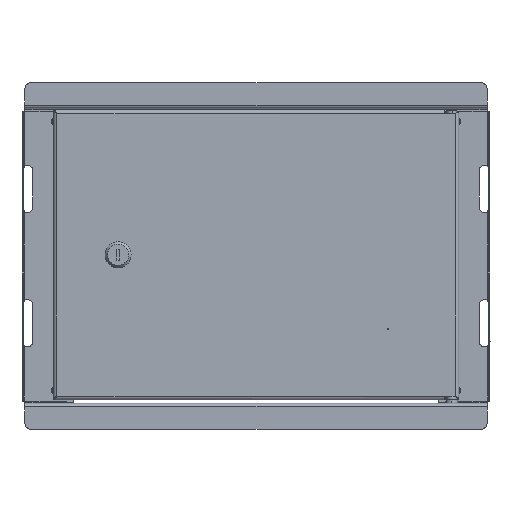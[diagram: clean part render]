
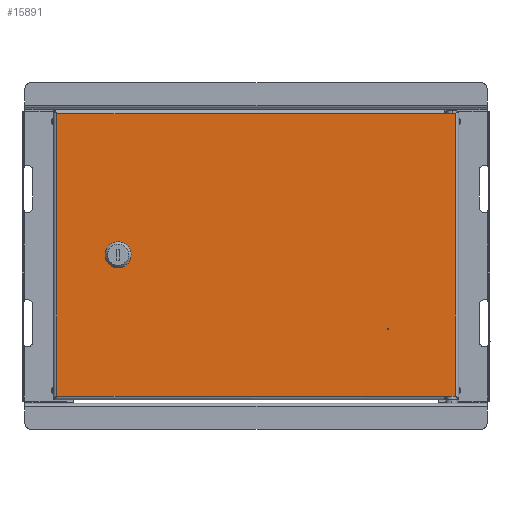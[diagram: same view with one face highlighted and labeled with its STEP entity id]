
A CAD part, top view. The second image highlights one B-rep face of the part: STEP entity #15891.
In plain terms, the highlighted planar face has unit normal (0, 0, 1).
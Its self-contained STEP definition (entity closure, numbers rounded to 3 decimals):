
#68 = VERTEX_POINT ( 'NONE', #15537 ) ;
#89 = DIRECTION ( 'NONE',  ( 0., 0., 1. ) ) ;
#590 = CARTESIAN_POINT ( 'NONE',  ( 168.9, -119.9, 0. ) ) ;
#788 = AXIS2_PLACEMENT_3D ( 'NONE', #2724, #89, #2980 ) ;
#791 = ORIENTED_EDGE ( 'NONE', *, *, #9140, .T. ) ;
#907 = ORIENTED_EDGE ( 'NONE', *, *, #13559, .T. ) ;
#1009 = EDGE_CURVE ( 'NONE', #5788, #2253, #14942, .T. ) ;
#1087 = VECTOR ( 'NONE', #6684, 1000. ) ;
#1688 = FACE_OUTER_BOUND ( 'NONE', #4689, .T. ) ;
#1839 = LINE ( 'NONE', #6985, #2996 ) ;
#2041 = CARTESIAN_POINT ( 'NONE',  ( 0., 0., 0. ) ) ;
#2165 = CIRCLE ( 'NONE', #9528, 9.5 ) ;
#2253 = VERTEX_POINT ( 'NONE', #10358 ) ;
#2448 = CIRCLE ( 'NONE', #3252, 0.5 ) ;
#2524 = VERTEX_POINT ( 'NONE', #6401 ) ;
#2724 = CARTESIAN_POINT ( 'NONE',  ( 112., -63., 0. ) ) ;
#2922 = DIRECTION ( 'NONE',  ( 0., 1., 0. ) ) ;
#2980 = DIRECTION ( 'NONE',  ( 1., 0., 0. ) ) ;
#2996 = VECTOR ( 'NONE', #5707, 1000. ) ;
#3062 = VECTOR ( 'NONE', #16086, 1000. ) ;
#3252 = AXIS2_PLACEMENT_3D ( 'NONE', #8401, #13604, #12308 ) ;
#4574 = CARTESIAN_POINT ( 'NONE',  ( -168.9, 119.9, 0. ) ) ;
#4689 = EDGE_LOOP ( 'NONE', ( #907, #12614, #16145, #791, #12999, #14037 ) ) ;
#5425 = DIRECTION ( 'NONE',  ( 0., -1., 0. ) ) ;
#5505 = VERTEX_POINT ( 'NONE', #590 ) ;
#5513 = ORIENTED_EDGE ( 'NONE', *, *, #12056, .F. ) ;
#5621 = VECTOR ( 'NONE', #2922, 1000. ) ;
#5660 = VERTEX_POINT ( 'NONE', #7408 ) ;
#5677 = LINE ( 'NONE', #13412, #11511 ) ;
#5707 = DIRECTION ( 'NONE',  ( -1., 0., 0. ) ) ;
#5788 = VERTEX_POINT ( 'NONE', #8930 ) ;
#5929 = LINE ( 'NONE', #14971, #3062 ) ;
#6004 = ORIENTED_EDGE ( 'NONE', *, *, #12809, .F. ) ;
#6078 = VERTEX_POINT ( 'NONE', #7310 ) ;
#6235 = VERTEX_POINT ( 'NONE', #7794 ) ;
#6339 = EDGE_CURVE ( 'NONE', #2253, #13659, #9587, .T. ) ;
#6363 = CARTESIAN_POINT ( 'NONE',  ( 168.9, -121.788, 0. ) ) ;
#6401 = CARTESIAN_POINT ( 'NONE',  ( 160., 119.9, 0. ) ) ;
#6531 = LINE ( 'NONE', #11704, #15859 ) ;
#6684 = DIRECTION ( 'NONE',  ( 0., -1., 0. ) ) ;
#6824 = VERTEX_POINT ( 'NONE', #7650 ) ;
#6881 = DIRECTION ( 'NONE',  ( 1., 0., 0. ) ) ;
#6985 = CARTESIAN_POINT ( 'NONE',  ( 170.788, 119.9, 0. ) ) ;
#7310 = CARTESIAN_POINT ( 'NONE',  ( -168.9, -119.9, 0. ) ) ;
#7379 = VERTEX_POINT ( 'NONE', #4574 ) ;
#7408 = CARTESIAN_POINT ( 'NONE',  ( 168.9, 119.9, 0. ) ) ;
#7422 = FACE_BOUND ( 'NONE', #12791, .T. ) ;
#7650 = CARTESIAN_POINT ( 'NONE',  ( 160., -119.9, 0. ) ) ;
#7725 = LINE ( 'NONE', #6363, #11352 ) ;
#7794 = CARTESIAN_POINT ( 'NONE',  ( -125.25, 4.71, 0. ) ) ;
#7878 = CARTESIAN_POINT ( 'NONE',  ( -125.25, -4.71, 0. ) ) ;
#8401 = CARTESIAN_POINT ( 'NONE',  ( 112., -63., 0. ) ) ;
#8577 = LINE ( 'NONE', #15242, #13741 ) ;
#8604 = DIRECTION ( 'NONE',  ( 1., 0., 0. ) ) ;
#8791 = DIRECTION ( 'NONE',  ( 1., 0., 0. ) ) ;
#8815 = AXIS2_PLACEMENT_3D ( 'NONE', #2041, #16139, #8791 ) ;
#8930 = CARTESIAN_POINT ( 'NONE',  ( -125.25, -4.71, 0. ) ) ;
#9022 = CARTESIAN_POINT ( 'NONE',  ( 111.5, -63., 0. ) ) ;
#9140 = EDGE_CURVE ( 'NONE', #5505, #5660, #7725, .T. ) ;
#9502 = CARTESIAN_POINT ( 'NONE',  ( -108.75, -4.71, 0. ) ) ;
#9528 = AXIS2_PLACEMENT_3D ( 'NONE', #11388, #9970, #8604 ) ;
#9587 = LINE ( 'NONE', #9502, #5621 ) ;
#9970 = DIRECTION ( 'NONE',  ( 0., 0., 1. ) ) ;
#10355 = ORIENTED_EDGE ( 'NONE', *, *, #11899, .F. ) ;
#10356 = ORIENTED_EDGE ( 'NONE', *, *, #1009, .F. ) ;
#10358 = CARTESIAN_POINT ( 'NONE',  ( -108.75, -4.71, 0. ) ) ;
#10588 = CIRCLE ( 'NONE', #788, 0.5 ) ;
#10670 = EDGE_CURVE ( 'NONE', #68, #11320, #10588, .T. ) ;
#11320 = VERTEX_POINT ( 'NONE', #9022 ) ;
#11352 = VECTOR ( 'NONE', #12923, 1000. ) ;
#11388 = CARTESIAN_POINT ( 'NONE',  ( -117., 0., 0. ) ) ;
#11511 = VECTOR ( 'NONE', #13598, 1000. ) ;
#11596 = LINE ( 'NONE', #7878, #1087 ) ;
#11704 = CARTESIAN_POINT ( 'NONE',  ( -168.9, 121.788, 0. ) ) ;
#11899 = EDGE_CURVE ( 'NONE', #11320, #68, #2448, .T. ) ;
#12056 = EDGE_CURVE ( 'NONE', #6235, #5788, #11596, .T. ) ;
#12308 = DIRECTION ( 'NONE',  ( 1., 0., 0. ) ) ;
#12614 = ORIENTED_EDGE ( 'NONE', *, *, #14029, .T. ) ;
#12791 = EDGE_LOOP ( 'NONE', ( #6004, #15561, #10356, #5513 ) ) ;
#12809 = EDGE_CURVE ( 'NONE', #13659, #6235, #2165, .T. ) ;
#12923 = DIRECTION ( 'NONE',  ( 0., 1., 0. ) ) ;
#12999 = ORIENTED_EDGE ( 'NONE', *, *, #13315, .T. ) ;
#13170 = CARTESIAN_POINT ( 'NONE',  ( -117., 0., 0. ) ) ;
#13257 = DIRECTION ( 'NONE',  ( 0., 0., 1. ) ) ;
#13315 = EDGE_CURVE ( 'NONE', #5660, #2524, #1839, .T. ) ;
#13412 = CARTESIAN_POINT ( 'NONE',  ( 170.788, 119.9, 0. ) ) ;
#13559 = EDGE_CURVE ( 'NONE', #7379, #6078, #6531, .T. ) ;
#13571 = FACE_BOUND ( 'NONE', #16247, .T. ) ;
#13598 = DIRECTION ( 'NONE',  ( -1., 0., 0. ) ) ;
#13604 = DIRECTION ( 'NONE',  ( 0., 0., 1. ) ) ;
#13659 = VERTEX_POINT ( 'NONE', #15384 ) ;
#13741 = VECTOR ( 'NONE', #16422, 1000. ) ;
#14029 = EDGE_CURVE ( 'NONE', #6078, #6824, #5929, .T. ) ;
#14037 = ORIENTED_EDGE ( 'NONE', *, *, #16302, .T. ) ;
#14934 = ORIENTED_EDGE ( 'NONE', *, *, #10670, .F. ) ;
#14942 = CIRCLE ( 'NONE', #15211, 9.5 ) ;
#14971 = CARTESIAN_POINT ( 'NONE',  ( -170.788, -119.9, 0. ) ) ;
#15211 = AXIS2_PLACEMENT_3D ( 'NONE', #13170, #13257, #6881 ) ;
#15242 = CARTESIAN_POINT ( 'NONE',  ( -170.788, -119.9, 0. ) ) ;
#15384 = CARTESIAN_POINT ( 'NONE',  ( -108.75, 4.71, 0. ) ) ;
#15537 = CARTESIAN_POINT ( 'NONE',  ( 112.5, -63., 0. ) ) ;
#15561 = ORIENTED_EDGE ( 'NONE', *, *, #6339, .F. ) ;
#15859 = VECTOR ( 'NONE', #5425, 1000. ) ;
#15891 = ADVANCED_FACE ( 'NONE', ( #13571, #7422, #1688 ), #16390, .T. ) ;
#16038 = EDGE_CURVE ( 'NONE', #6824, #5505, #8577, .T. ) ;
#16086 = DIRECTION ( 'NONE',  ( 1., 0., 0. ) ) ;
#16139 = DIRECTION ( 'NONE',  ( 0., 0., 1. ) ) ;
#16145 = ORIENTED_EDGE ( 'NONE', *, *, #16038, .T. ) ;
#16247 = EDGE_LOOP ( 'NONE', ( #10355, #14934 ) ) ;
#16302 = EDGE_CURVE ( 'NONE', #2524, #7379, #5677, .T. ) ;
#16390 = PLANE ( 'NONE',  #8815 ) ;
#16422 = DIRECTION ( 'NONE',  ( 1., 0., 0. ) ) ;
